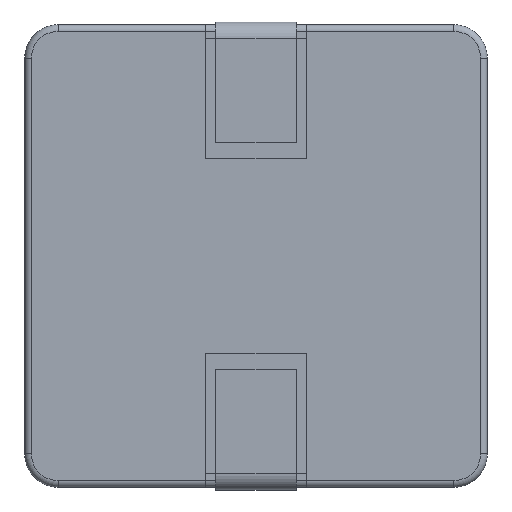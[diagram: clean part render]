
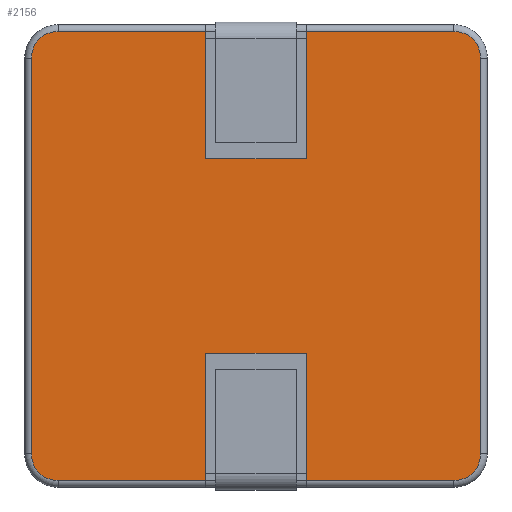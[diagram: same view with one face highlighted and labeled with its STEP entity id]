
A CAD part, front view. The second image highlights one B-rep face of the part: STEP entity #2156.
In plain terms, the highlighted planar face has unit normal (0, -1, 0).
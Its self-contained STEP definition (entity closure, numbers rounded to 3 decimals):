
#9 = EDGE_CURVE ( 'NONE', #5505, #4843, #6346, .T. ) ;
#18 = DIRECTION ( 'NONE',  ( 0., 0., 1. ) ) ;
#87 = ORIENTED_EDGE ( 'NONE', *, *, #10369, .T. ) ;
#88 = CARTESIAN_POINT ( 'NONE',  ( -0.75, 0., -1.45 ) ) ;
#89 = ORIENTED_EDGE ( 'NONE', *, *, #10159, .T. ) ;
#156 = ORIENTED_EDGE ( 'NONE', *, *, #6763, .T. ) ;
#216 = EDGE_CURVE ( 'NONE', #6961, #7325, #255, .T. ) ;
#255 = LINE ( 'NONE', #6631, #2163 ) ;
#310 = DIRECTION ( 'NONE',  ( 0., 0., -1. ) ) ;
#386 = CARTESIAN_POINT ( 'NONE',  ( 0., 0., 3.35 ) ) ;
#393 = VERTEX_POINT ( 'NONE', #5228 ) ;
#462 = ORIENTED_EDGE ( 'NONE', *, *, #6829, .T. ) ;
#490 = DIRECTION ( 'NONE',  ( -1., 0., 0. ) ) ;
#494 = LINE ( 'NONE', #5263, #1529 ) ;
#516 = DIRECTION ( 'NONE',  ( 0., 1., 0. ) ) ;
#582 = CARTESIAN_POINT ( 'NONE',  ( 0., 0., -3.35 ) ) ;
#601 = DIRECTION ( 'NONE',  ( 0., -1., 0. ) ) ;
#715 = CARTESIAN_POINT ( 'NONE',  ( -0.75, 0., -3.35 ) ) ;
#811 = CARTESIAN_POINT ( 'NONE',  ( 0.75, 0., -3.45 ) ) ;
#1126 = ORIENTED_EDGE ( 'NONE', *, *, #9, .T. ) ;
#1159 = CARTESIAN_POINT ( 'NONE',  ( -3.35, 0., -2.95 ) ) ;
#1184 = CARTESIAN_POINT ( 'NONE',  ( 0., 0., 0. ) ) ;
#1228 = VECTOR ( 'NONE', #4446, 1000. ) ;
#1508 = CIRCLE ( 'NONE', #9594, 0.4 ) ;
#1529 = VECTOR ( 'NONE', #9391, 1000. ) ;
#1647 = CARTESIAN_POINT ( 'NONE',  ( 0.75, 0., -1.45 ) ) ;
#1801 = EDGE_CURVE ( 'NONE', #3657, #7963, #10563, .T. ) ;
#1969 = VERTEX_POINT ( 'NONE', #1647 ) ;
#1978 = ORIENTED_EDGE ( 'NONE', *, *, #7650, .T. ) ;
#2035 = VECTOR ( 'NONE', #4541, 1000. ) ;
#2119 = EDGE_CURVE ( 'NONE', #393, #5505, #8635, .T. ) ;
#2156 = ADVANCED_FACE ( 'NONE', ( #6345 ), #4340, .F. ) ;
#2163 = VECTOR ( 'NONE', #8999, 1000. ) ;
#2273 = CARTESIAN_POINT ( 'NONE',  ( 0.75, 0., 1.45 ) ) ;
#2446 = CARTESIAN_POINT ( 'NONE',  ( 2.95, 0., -2.95 ) ) ;
#2888 = LINE ( 'NONE', #8600, #1228 ) ;
#3229 = DIRECTION ( 'NONE',  ( 0., 0., 1. ) ) ;
#3300 = LINE ( 'NONE', #4093, #9499 ) ;
#3495 = CARTESIAN_POINT ( 'NONE',  ( -2.95, 0., 3.35 ) ) ;
#3504 = ORIENTED_EDGE ( 'NONE', *, *, #2119, .T. ) ;
#3511 = VERTEX_POINT ( 'NONE', #1159 ) ;
#3622 = VERTEX_POINT ( 'NONE', #9691 ) ;
#3655 = EDGE_LOOP ( 'NONE', ( #9857, #7964, #6944, #156, #7976, #7385, #10548, #8179, #87, #462, #1978, #3504, #1126, #8092, #8988, #89 ) ) ;
#3657 = VERTEX_POINT ( 'NONE', #4781 ) ;
#3687 = VERTEX_POINT ( 'NONE', #8022 ) ;
#3788 = LINE ( 'NONE', #7897, #4785 ) ;
#4038 = CIRCLE ( 'NONE', #7710, 0.4 ) ;
#4075 = DIRECTION ( 'NONE',  ( 0., -1., 0. ) ) ;
#4093 = CARTESIAN_POINT ( 'NONE',  ( -0.75, 0., -3.45 ) ) ;
#4310 = DIRECTION ( 'NONE',  ( 0., -1., 0. ) ) ;
#4340 = PLANE ( 'NONE',  #7934 ) ;
#4371 = EDGE_CURVE ( 'NONE', #3622, #6961, #3788, .T. ) ;
#4446 = DIRECTION ( 'NONE',  ( -1., 0., 0. ) ) ;
#4499 = DIRECTION ( 'NONE',  ( 0., -1., 0. ) ) ;
#4541 = DIRECTION ( 'NONE',  ( 1., 0., 0. ) ) ;
#4557 = VECTOR ( 'NONE', #8415, 1000. ) ;
#4619 = CARTESIAN_POINT ( 'NONE',  ( 2.95, 0., 3.35 ) ) ;
#4648 = EDGE_CURVE ( 'NONE', #7325, #5181, #6429, .T. ) ;
#4781 = CARTESIAN_POINT ( 'NONE',  ( -2.95, 0., -3.35 ) ) ;
#4785 = VECTOR ( 'NONE', #6367, 1000. ) ;
#4821 = LINE ( 'NONE', #582, #2035 ) ;
#4841 = DIRECTION ( 'NONE',  ( 0., 0., 1. ) ) ;
#4843 = VERTEX_POINT ( 'NONE', #4619 ) ;
#4940 = LINE ( 'NONE', #5271, #4557 ) ;
#5181 = VERTEX_POINT ( 'NONE', #9212 ) ;
#5228 = CARTESIAN_POINT ( 'NONE',  ( 3.35, 0., -2.95 ) ) ;
#5263 = CARTESIAN_POINT ( 'NONE',  ( -0.75, 0., -1.45 ) ) ;
#5271 = CARTESIAN_POINT ( 'NONE',  ( 0.75, 0., 3.45 ) ) ;
#5384 = CARTESIAN_POINT ( 'NONE',  ( 3.35, 0., 2.95 ) ) ;
#5472 = CARTESIAN_POINT ( 'NONE',  ( 2.95, 0., 2.95 ) ) ;
#5487 = CARTESIAN_POINT ( 'NONE',  ( -0.75, 0., 3.35 ) ) ;
#5505 = VERTEX_POINT ( 'NONE', #5384 ) ;
#5820 = EDGE_CURVE ( 'NONE', #7052, #1969, #494, .T. ) ;
#5855 = VECTOR ( 'NONE', #310, 1000. ) ;
#5883 = EDGE_CURVE ( 'NONE', #4843, #3687, #9411, .T. ) ;
#6012 = CARTESIAN_POINT ( 'NONE',  ( 3.35, 0., 0. ) ) ;
#6168 = CARTESIAN_POINT ( 'NONE',  ( -2.95, 0., -2.95 ) ) ;
#6225 = VECTOR ( 'NONE', #10428, 1000. ) ;
#6345 = FACE_OUTER_BOUND ( 'NONE', #3655, .T. ) ;
#6346 = CIRCLE ( 'NONE', #9491, 0.4 ) ;
#6356 = DIRECTION ( 'NONE',  ( 0., 0., -1. ) ) ;
#6357 = VECTOR ( 'NONE', #490, 1000. ) ;
#6367 = DIRECTION ( 'NONE',  ( 0., 0., 1. ) ) ;
#6429 = CIRCLE ( 'NONE', #9314, 0.4 ) ;
#6631 = CARTESIAN_POINT ( 'NONE',  ( 0., 0., 3.35 ) ) ;
#6763 = EDGE_CURVE ( 'NONE', #5181, #3511, #9031, .T. ) ;
#6829 = EDGE_CURVE ( 'NONE', #8858, #9080, #4821, .T. ) ;
#6944 = ORIENTED_EDGE ( 'NONE', *, *, #4648, .T. ) ;
#6961 = VERTEX_POINT ( 'NONE', #5487 ) ;
#7052 = VERTEX_POINT ( 'NONE', #88 ) ;
#7324 = VECTOR ( 'NONE', #6356, 1000. ) ;
#7325 = VERTEX_POINT ( 'NONE', #3495 ) ;
#7385 = ORIENTED_EDGE ( 'NONE', *, *, #1801, .T. ) ;
#7650 = EDGE_CURVE ( 'NONE', #9080, #393, #1508, .T. ) ;
#7671 = DIRECTION ( 'NONE',  ( 0., 0., 1. ) ) ;
#7710 = AXIS2_PLACEMENT_3D ( 'NONE', #6168, #4499, #7671 ) ;
#7742 = VECTOR ( 'NONE', #9255, 1000. ) ;
#7773 = EDGE_CURVE ( 'NONE', #3687, #9740, #4940, .T. ) ;
#7897 = CARTESIAN_POINT ( 'NONE',  ( -0.75, 0., 3.45 ) ) ;
#7934 = AXIS2_PLACEMENT_3D ( 'NONE', #1184, #516, #9389 ) ;
#7963 = VERTEX_POINT ( 'NONE', #715 ) ;
#7964 = ORIENTED_EDGE ( 'NONE', *, *, #216, .T. ) ;
#7976 = ORIENTED_EDGE ( 'NONE', *, *, #9683, .T. ) ;
#8022 = CARTESIAN_POINT ( 'NONE',  ( 0.75, 0., 3.35 ) ) ;
#8092 = ORIENTED_EDGE ( 'NONE', *, *, #5883, .T. ) ;
#8179 = ORIENTED_EDGE ( 'NONE', *, *, #5820, .T. ) ;
#8327 = DIRECTION ( 'NONE',  ( 0., 0., 1. ) ) ;
#8415 = DIRECTION ( 'NONE',  ( 0., 0., -1. ) ) ;
#8600 = CARTESIAN_POINT ( 'NONE',  ( -0.75, 0., 1.45 ) ) ;
#8635 = LINE ( 'NONE', #6012, #7742 ) ;
#8858 = VERTEX_POINT ( 'NONE', #9808 ) ;
#8988 = ORIENTED_EDGE ( 'NONE', *, *, #7773, .T. ) ;
#8999 = DIRECTION ( 'NONE',  ( -1., 0., 0. ) ) ;
#9031 = LINE ( 'NONE', #10018, #5855 ) ;
#9080 = VERTEX_POINT ( 'NONE', #10256 ) ;
#9212 = CARTESIAN_POINT ( 'NONE',  ( -3.35, 0., 2.95 ) ) ;
#9255 = DIRECTION ( 'NONE',  ( 0., 0., 1. ) ) ;
#9314 = AXIS2_PLACEMENT_3D ( 'NONE', #9885, #4310, #8327 ) ;
#9389 = DIRECTION ( 'NONE',  ( 0., 0., 1. ) ) ;
#9391 = DIRECTION ( 'NONE',  ( 1., 0., 0. ) ) ;
#9411 = LINE ( 'NONE', #386, #6357 ) ;
#9487 = LINE ( 'NONE', #811, #7324 ) ;
#9491 = AXIS2_PLACEMENT_3D ( 'NONE', #5472, #601, #3229 ) ;
#9499 = VECTOR ( 'NONE', #18, 1000. ) ;
#9594 = AXIS2_PLACEMENT_3D ( 'NONE', #2446, #4075, #4841 ) ;
#9596 = CARTESIAN_POINT ( 'NONE',  ( 0., 0., -3.35 ) ) ;
#9605 = EDGE_CURVE ( 'NONE', #7963, #7052, #3300, .T. ) ;
#9683 = EDGE_CURVE ( 'NONE', #3511, #3657, #4038, .T. ) ;
#9691 = CARTESIAN_POINT ( 'NONE',  ( -0.75, 0., 1.45 ) ) ;
#9740 = VERTEX_POINT ( 'NONE', #2273 ) ;
#9808 = CARTESIAN_POINT ( 'NONE',  ( 0.75, 0., -3.35 ) ) ;
#9857 = ORIENTED_EDGE ( 'NONE', *, *, #4371, .T. ) ;
#9885 = CARTESIAN_POINT ( 'NONE',  ( -2.95, 0., 2.95 ) ) ;
#10018 = CARTESIAN_POINT ( 'NONE',  ( -3.35, 0., 0. ) ) ;
#10159 = EDGE_CURVE ( 'NONE', #9740, #3622, #2888, .T. ) ;
#10256 = CARTESIAN_POINT ( 'NONE',  ( 2.95, 0., -3.35 ) ) ;
#10369 = EDGE_CURVE ( 'NONE', #1969, #8858, #9487, .T. ) ;
#10428 = DIRECTION ( 'NONE',  ( 1., 0., 0. ) ) ;
#10548 = ORIENTED_EDGE ( 'NONE', *, *, #9605, .T. ) ;
#10563 = LINE ( 'NONE', #9596, #6225 ) ;
